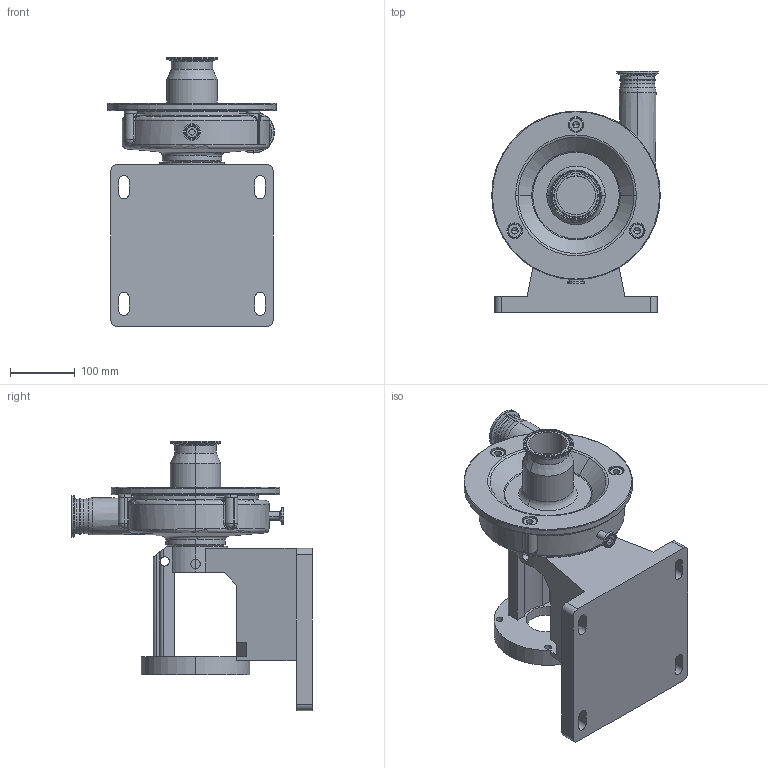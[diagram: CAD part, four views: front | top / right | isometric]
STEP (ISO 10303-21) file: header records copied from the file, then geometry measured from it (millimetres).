
FILE_DESCRIPTION (( 'STEP AP214' ), '1' );
FILE_NAME ('FP 3531 140TC VERT 1-2 IN STR DRAIN.STEP', '2023-02-02T20:37:53', ( '' ), ( '' ), 'SwSTEP 2.0', 'SolidWorks 2021', '' );
FILE_SCHEMA (( 'AUTOMOTIVE_DESIGN' ));
Length unit declared in the file: millimetre
Products named in the file (1): FP 3531 140TC VERT 1-2 IN STR DRAIN
Bounding box: 260 x 371 x 415 mm (x, y, z)
Volume: 7259291.5 mm3; surface area: 654548.2 mm2
Topology: 1 solids, 2 shells, 494 faces, 1242 edges, 750 vertices
Faces by surface type: cylinder 176, plane 105, torus 90, cone 59, bspline 54, sphere 10
Entity records: 20179 total; most frequent: CARTESIAN_POINT 8386, DIRECTION 2520, ORIENTED_EDGE 2464, EDGE_CURVE 1232, AXIS2_PLACEMENT_3D 1037, VERTEX_POINT 749, CIRCLE 596, EDGE_LOOP 541
